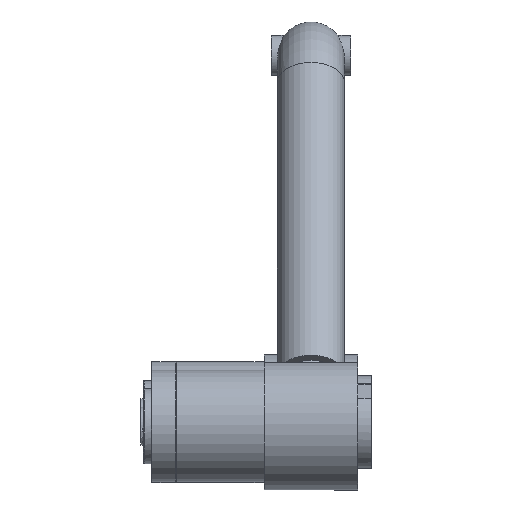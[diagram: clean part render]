
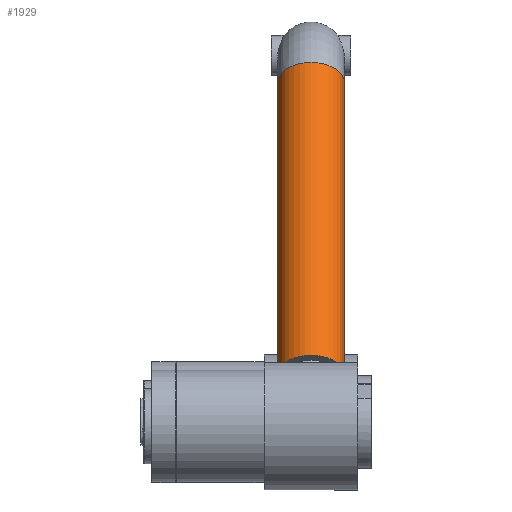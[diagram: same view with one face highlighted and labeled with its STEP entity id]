
A CAD part, left-side view. The second image highlights one B-rep face of the part: STEP entity #1929.
In plain terms, the highlighted cylindrical face has radius 12.5 mm (diameter 25 mm), a full revolution.
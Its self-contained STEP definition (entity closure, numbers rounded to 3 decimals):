
#321=FACE_OUTER_BOUND('',#467,.T.);
#467=EDGE_LOOP('',(#1763,#1764,#1765,#1766));
#574=LINE('',#3680,#678);
#678=VECTOR('',#2862,12.5);
#815=CIRCLE('',#2190,12.5);
#824=CIRCLE('',#2207,12.5);
#981=VERTEX_POINT('',#3425);
#997=VERTEX_POINT('',#3679);
#1232=EDGE_CURVE('',#981,#981,#815,.T.);
#1254=EDGE_CURVE('',#981,#997,#574,.T.);
#1255=EDGE_CURVE('',#997,#997,#824,.T.);
#1763=ORIENTED_EDGE('',*,*,#1232,.T.);
#1764=ORIENTED_EDGE('',*,*,#1254,.T.);
#1765=ORIENTED_EDGE('',*,*,#1255,.T.);
#1766=ORIENTED_EDGE('',*,*,#1254,.F.);
#1815=CYLINDRICAL_SURFACE('',#2206,12.5);
#1929=ADVANCED_FACE('',(#321),#1815,.T.);
#2190=AXIS2_PLACEMENT_3D('',#3426,#2823,#2824);
#2206=AXIS2_PLACEMENT_3D('',#3678,#2860,#2861);
#2207=AXIS2_PLACEMENT_3D('',#3681,#2863,#2864);
#2823=DIRECTION('center_axis',(-0.609,0.793,0.));
#2824=DIRECTION('ref_axis',(0.793,0.609,0.));
#2860=DIRECTION('center_axis',(0.609,-0.793,0.));
#2861=DIRECTION('ref_axis',(0.793,0.609,0.));
#2862=DIRECTION('',(-0.609,0.793,0.));
#2863=DIRECTION('center_axis',(0.609,-0.793,0.));
#2864=DIRECTION('ref_axis',(0.793,0.609,0.));
#3425=CARTESIAN_POINT('',(207.908,8.258,0.));
#3426=CARTESIAN_POINT('Origin',(217.825,15.867,0.));
#3678=CARTESIAN_POINT('Origin',(134.834,124.023,0.));
#3679=CARTESIAN_POINT('',(124.917,116.413,0.));
#3680=CARTESIAN_POINT('',(124.917,116.413,0.));
#3681=CARTESIAN_POINT('Origin',(134.834,124.023,0.));
